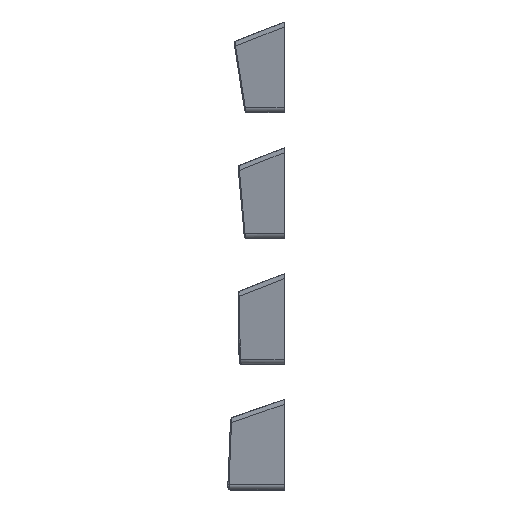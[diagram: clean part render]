
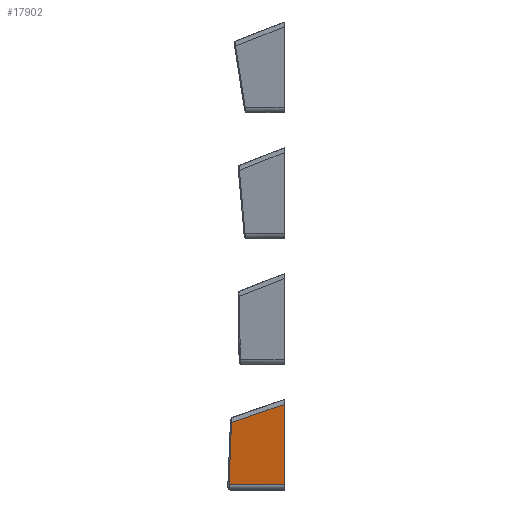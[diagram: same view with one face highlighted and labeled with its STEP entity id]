
A CAD part, left-side view. The second image highlights one B-rep face of the part: STEP entity #17902.
In plain terms, the highlighted planar face has unit normal (-0.972, 0.237, 0).
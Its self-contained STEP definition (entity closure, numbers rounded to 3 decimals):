
#1202=B_SPLINE_CURVE_WITH_KNOTS('',3,(#41492,#41493,#41494,#41495),
 .UNSPECIFIED.,.F.,.F.,(4,4),(-1.731,-0.492),
 .UNSPECIFIED.);
#2948=FACE_OUTER_BOUND('',#4123,.T.);
#4123=EDGE_LOOP('',(#16208,#16209,#16210,#16211));
#5571=LINE('',#41338,#7028);
#5574=LINE('',#41540,#7031);
#5582=LINE('',#41722,#7039);
#7028=VECTOR('',#23416,10.);
#7031=VECTOR('',#23429,10.);
#7039=VECTOR('',#23459,10.);
#8642=VERTEX_POINT('',#41321);
#8645=VERTEX_POINT('',#41336);
#8653=VERTEX_POINT('',#41491);
#8655=VERTEX_POINT('',#41536);
#11149=EDGE_CURVE('',#8645,#8642,#5571,.T.);
#11160=EDGE_CURVE('',#8642,#8653,#1202,.T.);
#11166=EDGE_CURVE('',#8653,#8655,#5574,.T.);
#11183=EDGE_CURVE('',#8655,#8645,#5582,.T.);
#16208=ORIENTED_EDGE('',*,*,#11149,.F.);
#16209=ORIENTED_EDGE('',*,*,#11183,.F.);
#16210=ORIENTED_EDGE('',*,*,#11166,.F.);
#16211=ORIENTED_EDGE('',*,*,#11160,.F.);
#16838=PLANE('',#19284);
#17902=ADVANCED_FACE('',(#2948),#16838,.T.);
#19284=AXIS2_PLACEMENT_3D('',#41721,#23457,#23458);
#23416=DIRECTION('',(0.237,0.972,0.));
#23429=DIRECTION('',(-0.224,-0.92,0.32));
#23457=DIRECTION('center_axis',(-0.972,0.237,0.));
#23458=DIRECTION('ref_axis',(0.,0.,1.));
#23459=DIRECTION('',(0.,0.,-1.));
#41321=CARTESIAN_POINT('',(-19.832,10.957,-8.));
#41336=CARTESIAN_POINT('',(-22.5,0.,-8.));
#41338=CARTESIAN_POINT('',(-19.7,11.5,-8.));
#41491=CARTESIAN_POINT('',(-19.952,10.464,4.384));
#41492=CARTESIAN_POINT('Ctrl Pts',(-19.832,10.957,-8.));
#41493=CARTESIAN_POINT('Ctrl Pts',(-19.872,10.792,-3.872));
#41494=CARTESIAN_POINT('Ctrl Pts',(-19.912,10.628,0.256));
#41495=CARTESIAN_POINT('Ctrl Pts',(-19.952,10.464,4.384));
#41536=CARTESIAN_POINT('',(-22.5,0.,8.024));
#41540=CARTESIAN_POINT('',(-18.781,15.276,2.71));
#41721=CARTESIAN_POINT('Origin',(-19.7,11.5,5.));
#41722=CARTESIAN_POINT('',(-22.5,0.,9.));
